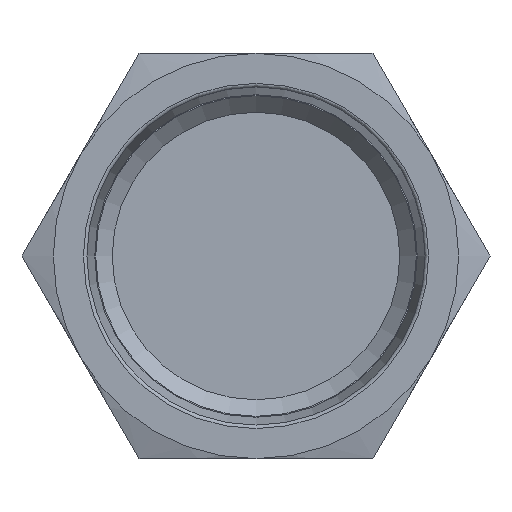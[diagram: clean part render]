
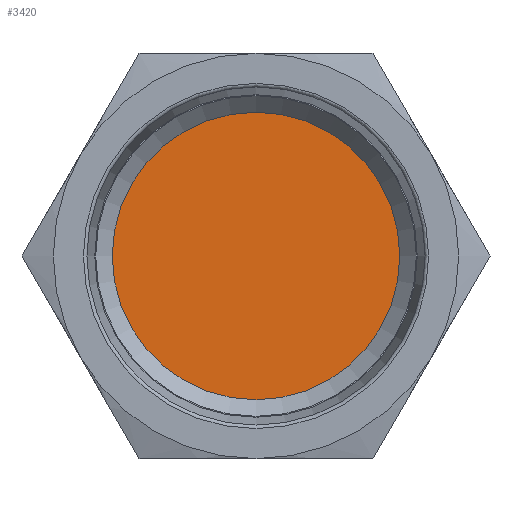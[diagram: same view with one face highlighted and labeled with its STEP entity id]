
A CAD part, left-side view. The second image highlights one B-rep face of the part: STEP entity #3420.
In plain terms, the highlighted free-form (B-spline) face has degree [1, 1] with [2, 2] control points.
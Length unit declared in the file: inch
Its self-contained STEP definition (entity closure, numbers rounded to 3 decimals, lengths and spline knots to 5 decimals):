
#3397=CARTESIAN_POINT('',(1.0,0.0,0.399));
#3398=VERTEX_POINT('',#3397);
#3399=CARTESIAN_POINT('',(1.0,0.0,0.0));
#3400=DIRECTION('',(-1.0,0.0,0.0));
#3401=DIRECTION('',(0.0,0.0,1.0));
#3402=AXIS2_PLACEMENT_3D('',#3399,#3400,#3401);
#3403=CIRCLE('',#3402,0.399);
#3404=EDGE_CURVE('',#3398,#3398,#3403,.T.);
#3412=CARTESIAN_POINT('',(1.0,0.399,-0.399));
#3413=CARTESIAN_POINT('',(1.0,0.399,0.399));
#3414=CARTESIAN_POINT('',(1.0,-0.399,-0.399));
#3415=CARTESIAN_POINT('',(1.0,-0.399,0.399));
#3416=B_SPLINE_SURFACE_WITH_KNOTS('',1,1,((#3412,#3414),(#3413,#3415)),.UNSPECIFIED.,.F.,.F.,.U.,(2,2),(2,2),(0.0,0.798),(0.0,0.798),.UNSPECIFIED.);
#3417=ORIENTED_EDGE('',*,*,#3404,.T.);
#3418=EDGE_LOOP('',(#3417));
#3419=FACE_OUTER_BOUND('',#3418,.T.);
#3420=ADVANCED_FACE('',(#3419),#3416,.F.);
